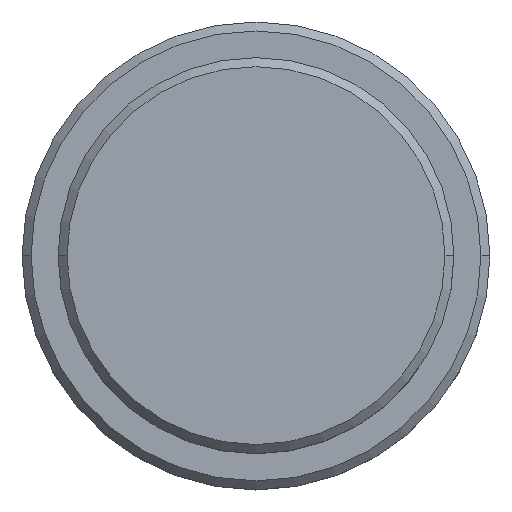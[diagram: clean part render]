
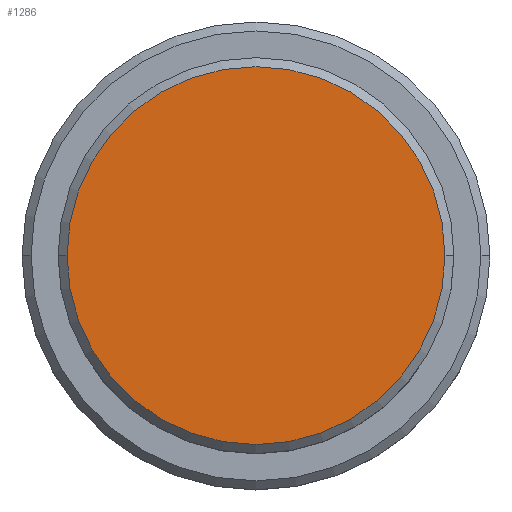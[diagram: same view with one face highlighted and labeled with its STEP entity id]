
A CAD part, top view. The second image highlights one B-rep face of the part: STEP entity #1286.
In plain terms, the highlighted planar face has unit normal (0, 0, 1).
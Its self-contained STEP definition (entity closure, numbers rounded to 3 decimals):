
#4 = VERTEX_POINT ( 'NONE', #1273 ) ;
#45 = CARTESIAN_POINT ( 'NONE',  ( 0., 0., 0. ) ) ;
#57 = AXIS2_PLACEMENT_3D ( 'NONE', #725, #681, #1106 ) ;
#72 = EDGE_CURVE ( 'NONE', #1299, #4, #833, .T. ) ;
#108 = DIRECTION ( 'NONE',  ( 0., 0., 1. ) ) ;
#285 = EDGE_CURVE ( 'NONE', #4, #1299, #527, .T. ) ;
#304 = DIRECTION ( 'NONE',  ( 1., 0., 0. ) ) ;
#527 = CIRCLE ( 'NONE', #534, 10.5 ) ;
#534 = AXIS2_PLACEMENT_3D ( 'NONE', #45, #1350, #815 ) ;
#576 = ORIENTED_EDGE ( 'NONE', *, *, #72, .T. ) ;
#609 = ORIENTED_EDGE ( 'NONE', *, *, #285, .T. ) ;
#681 = DIRECTION ( 'NONE',  ( 0., 0., 1. ) ) ;
#716 = EDGE_LOOP ( 'NONE', ( #576, #609 ) ) ;
#725 = CARTESIAN_POINT ( 'NONE',  ( 0., 0., 0. ) ) ;
#815 = DIRECTION ( 'NONE',  ( 1., 0., 0. ) ) ;
#833 = CIRCLE ( 'NONE', #57, 10.5 ) ;
#878 = PLANE ( 'NONE',  #1068 ) ;
#981 = CARTESIAN_POINT ( 'NONE',  ( -10.5, 0., 0. ) ) ;
#1068 = AXIS2_PLACEMENT_3D ( 'NONE', #1102, #108, #304 ) ;
#1102 = CARTESIAN_POINT ( 'NONE',  ( 0., 0., 0. ) ) ;
#1106 = DIRECTION ( 'NONE',  ( 1., 0., 0. ) ) ;
#1273 = CARTESIAN_POINT ( 'NONE',  ( 10.5, 0., 0. ) ) ;
#1275 = FACE_OUTER_BOUND ( 'NONE', #716, .T. ) ;
#1286 = ADVANCED_FACE ( 'NONE', ( #1275 ), #878, .T. ) ;
#1299 = VERTEX_POINT ( 'NONE', #981 ) ;
#1350 = DIRECTION ( 'NONE',  ( 0., 0., 1. ) ) ;
